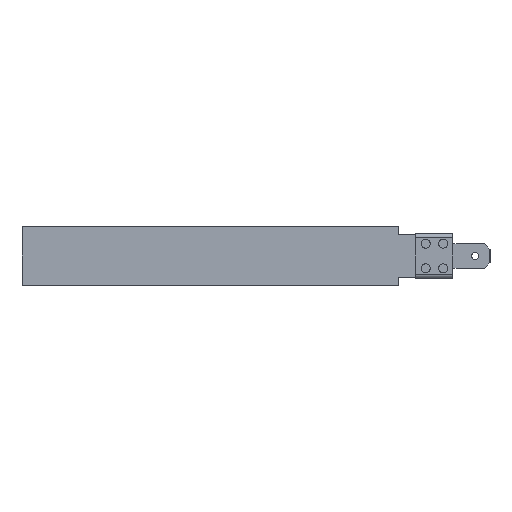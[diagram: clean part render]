
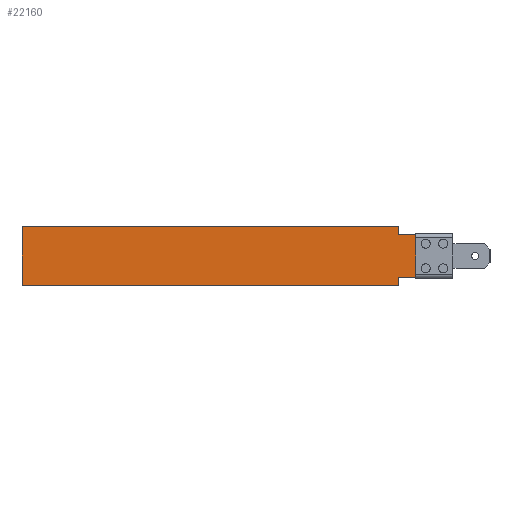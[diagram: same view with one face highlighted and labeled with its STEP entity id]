
A CAD part, front view. The second image highlights one B-rep face of the part: STEP entity #22160.
In plain terms, the highlighted planar face has unit normal (0, -1, 0).
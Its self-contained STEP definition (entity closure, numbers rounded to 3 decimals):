
#21830=CARTESIAN_POINT('',(55.25,-0.3,-5.));
#21831=VERTEX_POINT('',#21830);
#21838=CARTESIAN_POINT('',(54.75,-0.3,-5.5));
#21839=VERTEX_POINT('',#21838);
#21840=CARTESIAN_POINT('',(55.25,-0.3,-5.));
#21841=DIRECTION('',(-0.707,0.0,-0.707));
#21842=VECTOR('',#21841,0.707);
#21843=LINE('',#21840,#21842);
#21844=EDGE_CURVE('',#21831,#21839,#21843,.T.);
#21869=CARTESIAN_POINT('',(55.25,-0.3,5.));
#21870=VERTEX_POINT('',#21869);
#21877=CARTESIAN_POINT('',(55.25,-0.3,-5.));
#21878=DIRECTION('',(0.0,0.0,1.0));
#21879=VECTOR('',#21878,10.0);
#21880=LINE('',#21877,#21879);
#21881=EDGE_CURVE('',#21831,#21870,#21880,.T.);
#21964=CARTESIAN_POINT('',(54.75,-0.3,5.5));
#21965=VERTEX_POINT('',#21964);
#21972=CARTESIAN_POINT('',(54.75,-0.3,5.5));
#21973=DIRECTION('',(0.707,0.0,-0.707));
#21974=VECTOR('',#21973,0.707);
#21975=LINE('',#21972,#21974);
#21976=EDGE_CURVE('',#21965,#21870,#21975,.T.);
#21989=CARTESIAN_POINT('',(41.25,-0.3,5.5));
#21990=VERTEX_POINT('',#21989);
#21997=CARTESIAN_POINT('',(54.75,-0.3,5.5));
#21998=DIRECTION('',(-1.0,0.0,0.0));
#21999=VECTOR('',#21998,13.5);
#22000=LINE('',#21997,#21999);
#22001=EDGE_CURVE('',#21965,#21990,#22000,.T.);
#22012=CARTESIAN_POINT('',(41.25,-0.3,7.5));
#22013=VERTEX_POINT('',#22012);
#22020=CARTESIAN_POINT('',(41.25,-0.3,5.5));
#22021=DIRECTION('',(0.0,0.0,1.0));
#22022=VECTOR('',#22021,2.0);
#22023=LINE('',#22020,#22022);
#22024=EDGE_CURVE('',#21990,#22013,#22023,.T.);
#22036=CARTESIAN_POINT('',(-55.25,-0.3,7.5));
#22037=VERTEX_POINT('',#22036);
#22044=CARTESIAN_POINT('',(41.25,-0.3,7.5));
#22045=DIRECTION('',(-1.0,0.0,0.0));
#22046=VECTOR('',#22045,96.5);
#22047=LINE('',#22044,#22046);
#22048=EDGE_CURVE('',#22013,#22037,#22047,.T.);
#22060=CARTESIAN_POINT('',(-55.25,-0.3,-7.5));
#22061=VERTEX_POINT('',#22060);
#22068=CARTESIAN_POINT('',(-55.25,-0.3,7.5));
#22069=DIRECTION('',(0.0,0.0,-1.0));
#22070=VECTOR('',#22069,15.);
#22071=LINE('',#22068,#22070);
#22072=EDGE_CURVE('',#22037,#22061,#22071,.T.);
#22084=CARTESIAN_POINT('',(41.25,-0.3,-7.5));
#22085=VERTEX_POINT('',#22084);
#22092=CARTESIAN_POINT('',(-55.25,-0.3,-7.5));
#22093=DIRECTION('',(1.0,0.0,0.0));
#22094=VECTOR('',#22093,96.5);
#22095=LINE('',#22092,#22094);
#22096=EDGE_CURVE('',#22061,#22085,#22095,.T.);
#22108=CARTESIAN_POINT('',(41.25,-0.3,-5.5));
#22109=VERTEX_POINT('',#22108);
#22116=CARTESIAN_POINT('',(41.25,-0.3,-7.5));
#22117=DIRECTION('',(0.0,0.0,1.0));
#22118=VECTOR('',#22117,2.0);
#22119=LINE('',#22116,#22118);
#22120=EDGE_CURVE('',#22085,#22109,#22119,.T.);
#22132=CARTESIAN_POINT('',(41.25,-0.3,-5.5));
#22133=DIRECTION('',(1.0,0.0,0.0));
#22134=VECTOR('',#22133,13.5);
#22135=LINE('',#22132,#22134);
#22136=EDGE_CURVE('',#22109,#21839,#22135,.T.);
#22143=CARTESIAN_POINT('',(-0.223,-0.3,0.));
#22144=DIRECTION('',(0.0,1.0,0.0));
#22145=DIRECTION('',(0.0,0.0,1.0));
#22146=AXIS2_PLACEMENT_3D('',#22143,#22144,#22145);
#22147=PLANE('',#22146);
#22148=ORIENTED_EDGE('',*,*,#21844,.F.);
#22149=ORIENTED_EDGE('',*,*,#21881,.T.);
#22150=ORIENTED_EDGE('',*,*,#21976,.F.);
#22151=ORIENTED_EDGE('',*,*,#22001,.T.);
#22152=ORIENTED_EDGE('',*,*,#22024,.T.);
#22153=ORIENTED_EDGE('',*,*,#22048,.T.);
#22154=ORIENTED_EDGE('',*,*,#22072,.T.);
#22155=ORIENTED_EDGE('',*,*,#22096,.T.);
#22156=ORIENTED_EDGE('',*,*,#22120,.T.);
#22157=ORIENTED_EDGE('',*,*,#22136,.T.);
#22158=EDGE_LOOP('',(#22148,#22149,#22150,#22151,#22152,#22153,#22154,#22155,#22156,#22157));
#22159=FACE_OUTER_BOUND('',#22158,.T.);
#22160=ADVANCED_FACE('',(#22159),#22147,.F.);
